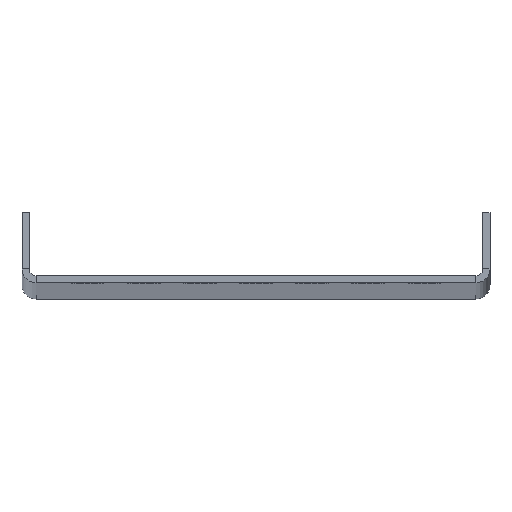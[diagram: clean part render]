
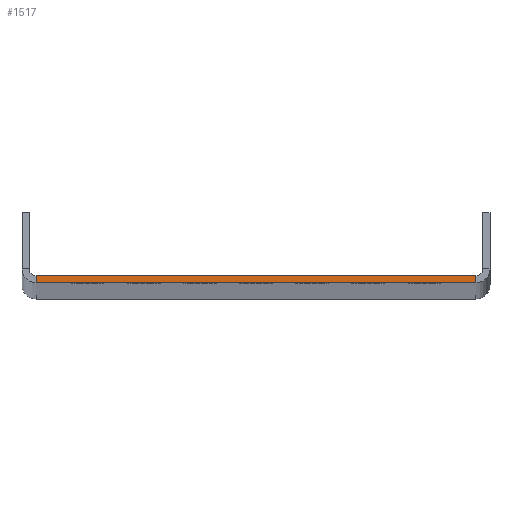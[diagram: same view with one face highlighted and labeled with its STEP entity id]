
A CAD part, top view. The second image highlights one B-rep face of the part: STEP entity #1517.
In plain terms, the highlighted planar face has unit normal (0, 0, 1).
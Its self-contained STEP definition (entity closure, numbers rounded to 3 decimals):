
#37=DIRECTION('',(0.,1.,0.));
#38=VECTOR('',#37,1.5);
#39=CARTESIAN_POINT('',(47.,0.,2000.));
#40=LINE('',#39,#38);
#341=DIRECTION('',(0.,1.,0.));
#342=VECTOR('',#341,1.5);
#343=CARTESIAN_POINT('',(-47.,0.,2000.));
#344=LINE('',#343,#342);
#345=DIRECTION('',(1.,0.,0.));
#346=VECTOR('',#345,94.);
#347=CARTESIAN_POINT('',(-47.,1.5,2000.));
#348=LINE('',#347,#346);
#349=DIRECTION('',(1.,0.,0.));
#350=VECTOR('',#349,94.);
#351=CARTESIAN_POINT('',(-47.,0.,2000.));
#352=LINE('',#351,#350);
#946=CARTESIAN_POINT('',(47.,0.,2000.));
#948=VERTEX_POINT('',#946);
#949=CARTESIAN_POINT('',(-47.,0.,2000.));
#951=VERTEX_POINT('',#949);
#954=CARTESIAN_POINT('',(47.,1.5,2000.));
#956=VERTEX_POINT('',#954);
#957=CARTESIAN_POINT('',(-47.,1.5,2000.));
#959=VERTEX_POINT('',#957);
#1504=CARTESIAN_POINT('',(0.,0.75,2000.));
#1505=DIRECTION('',(0.,0.,-1.));
#1506=DIRECTION('',(1.,0.,0.));
#1507=AXIS2_PLACEMENT_3D('',#1504,#1505,#1506);
#1508=PLANE('',#1507);
#1510=ORIENTED_EDGE('',*,*,#1509,.T.);
#1511=ORIENTED_EDGE('',*,*,#1351,.T.);
#1512=ORIENTED_EDGE('',*,*,#1296,.F.);
#1514=ORIENTED_EDGE('',*,*,#1513,.F.);
#1515=EDGE_LOOP('',(#1510,#1511,#1512,#1514));
#1516=FACE_OUTER_BOUND('',#1515,.F.);
#1517=ADVANCED_FACE('',(#1516),#1508,.F.);
#1296=EDGE_CURVE('',#948,#956,#40,.T.);
#1351=EDGE_CURVE('',#959,#956,#348,.T.);
#1509=EDGE_CURVE('',#951,#959,#344,.T.);
#1513=EDGE_CURVE('',#951,#948,#352,.T.);
